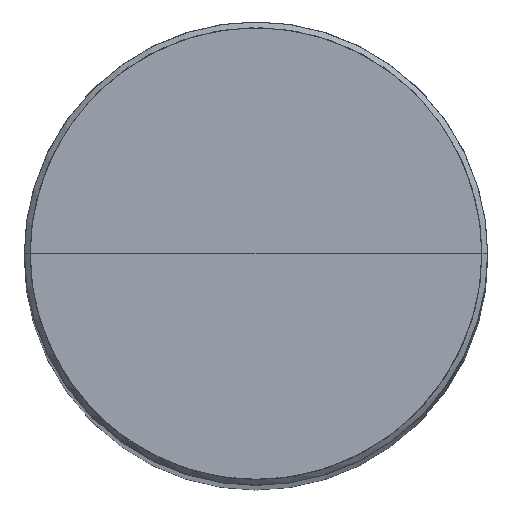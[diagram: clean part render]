
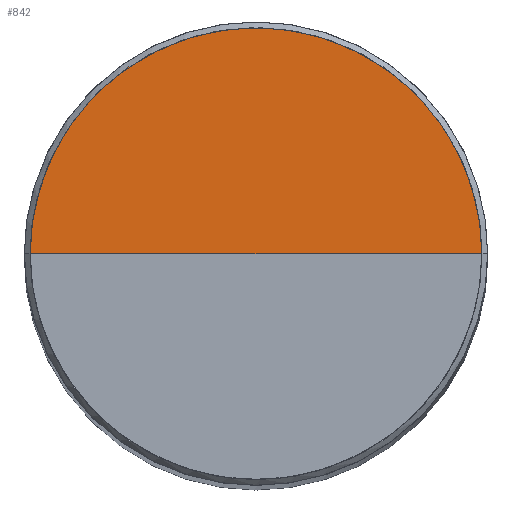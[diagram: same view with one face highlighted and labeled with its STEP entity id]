
A CAD part, top view. The second image highlights one B-rep face of the part: STEP entity #842.
In plain terms, the highlighted free-form (B-spline) face has degree [1, 2] with [2, 5] control points.
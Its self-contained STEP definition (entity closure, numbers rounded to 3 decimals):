
#406=CARTESIAN_POINT('',(-3.9,0.,75.3));
#410=CARTESIAN_POINT('',(3.9,0.,75.3));
#411=CARTESIAN_POINT('',(0.,0.,75.3));
#421=CARTESIAN_POINT('',(3.9,3.9,75.3));
#422=CARTESIAN_POINT('',(0.,3.9,75.3));
#423=CARTESIAN_POINT('',(-3.9,3.9,75.3));
#827=(
BOUNDED_SURFACE()
B_SPLINE_SURFACE(1,2,(
(#410,#421,#422,#423,#406),
(#411,#411,#411,#411,#411)
), .UNSPECIFIED.,.F.,.F.,.F.)
B_SPLINE_SURFACE_WITH_KNOTS((2,2),(3,2,3),(
0.,1.),(
0.,0.5,1.), .UNSPECIFIED.)
GEOMETRIC_REPRESENTATION_ITEM()
RATIONAL_B_SPLINE_SURFACE(((1.,0.707,1.,0.707,1.),
(1.,0.707,1.,0.707,1.)
))
REPRESENTATION_ITEM('')
SURFACE()
);
#828=(
BOUNDED_CURVE()
B_SPLINE_CURVE(2,(#406,#423,#422,#421,#410),.UNSPECIFIED.,.F.,.F.)
B_SPLINE_CURVE_WITH_KNOTS((3,2,3),
(0.,0.5,1.),.UNSPECIFIED.)
CURVE()
GEOMETRIC_REPRESENTATION_ITEM()
RATIONAL_B_SPLINE_CURVE((1.,0.707,1.,0.707,1.))
REPRESENTATION_ITEM('')
);
#829=(
BOUNDED_CURVE()
B_SPLINE_CURVE(1,(#410,#411),.UNSPECIFIED.,.F.,.F.)
B_SPLINE_CURVE_WITH_KNOTS((2,2),
(0.,1.),.UNSPECIFIED.)
CURVE()
GEOMETRIC_REPRESENTATION_ITEM()
RATIONAL_B_SPLINE_CURVE((1.,1.))
REPRESENTATION_ITEM('')
);
#830=(
BOUNDED_CURVE()
B_SPLINE_CURVE(1,(#411,#406),.UNSPECIFIED.,.F.,.F.)
B_SPLINE_CURVE_WITH_KNOTS((2,2),
(0.,1.),.UNSPECIFIED.)
CURVE()
GEOMETRIC_REPRESENTATION_ITEM()
RATIONAL_B_SPLINE_CURVE((1.,1.))
REPRESENTATION_ITEM('')
);
#831=VERTEX_POINT('',#406);
#832=VERTEX_POINT('',#410);
#833=VERTEX_POINT('',#411);
#834=EDGE_CURVE('',#831,#832,#828,.T.);
#835=EDGE_CURVE('',#832,#833,#829,.T.);
#836=EDGE_CURVE('',#833,#831,#830,.T.);
#837=ORIENTED_EDGE('',*,*,#834,.T.);
#838=ORIENTED_EDGE('',*,*,#835,.T.);
#839=ORIENTED_EDGE('',*,*,#836,.T.);
#840=EDGE_LOOP('',(#837,#838,#839));
#841=FACE_OUTER_BOUND('',#840,.T.);
#842=ADVANCED_FACE('',(#841),#827,.T.);
